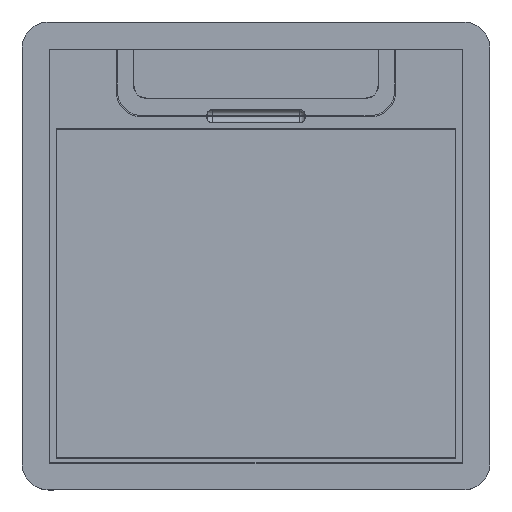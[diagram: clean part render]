
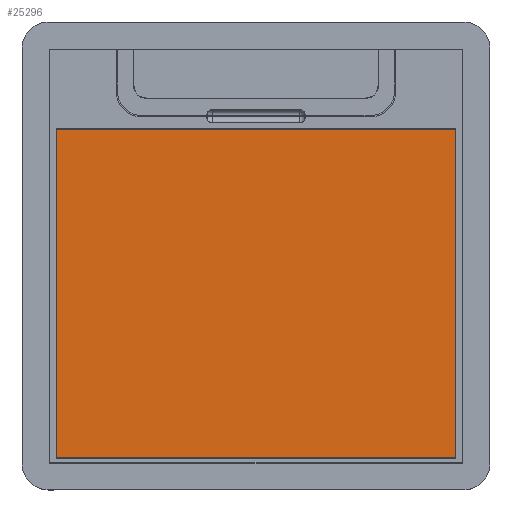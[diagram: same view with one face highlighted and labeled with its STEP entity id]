
A CAD part, top view. The second image highlights one B-rep face of the part: STEP entity #25296.
In plain terms, the highlighted planar face has unit normal (0, 0, 1).
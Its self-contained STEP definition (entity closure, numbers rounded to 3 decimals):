
#24791=CARTESIAN_POINT('Vertex',(-122.974,122.,5.1)) ;
#24794=CARTESIAN_POINT('Line Origine',(-22.77,122.,5.1)) ;
#24798=CARTESIAN_POINT('Vertex',(77.433,122.,5.1)) ;
#24854=CARTESIAN_POINT('Vertex',(77.433,-122.,5.1)) ;
#24857=CARTESIAN_POINT('Line Origine',(-22.77,-122.,5.1)) ;
#24861=CARTESIAN_POINT('Vertex',(-122.974,-122.,5.1)) ;
#24882=CARTESIAN_POINT('Line Origine',(-122.974,0.,5.1)) ;
#25280=CARTESIAN_POINT('Axis2P3D Location',(54.933,0.,5.1)) ;
#25285=CARTESIAN_POINT('Line Origine',(77.433,0.,5.1)) ;
#24795=DIRECTION('Vector Direction',(-1.,0.,0.)) ;
#24858=DIRECTION('Vector Direction',(-1.,0.,0.)) ;
#24883=DIRECTION('Vector Direction',(0.,-1.,0.)) ;
#25281=DIRECTION('Axis2P3D Direction',(0.,0.,1.)) ;
#25282=DIRECTION('Axis2P3D XDirection',(-1.,0.,0.)) ;
#25286=DIRECTION('Vector Direction',(0.,-1.,0.)) ;
#25283=AXIS2_PLACEMENT_3D('Plane Axis2P3D',#25280,#25281,#25282) ;
#25291=ORIENTED_EDGE('',*,*,#24863,.F.) ;
#25292=ORIENTED_EDGE('',*,*,#25289,.F.) ;
#25293=ORIENTED_EDGE('',*,*,#24800,.T.) ;
#25294=ORIENTED_EDGE('',*,*,#24886,.T.) ;
#24796=VECTOR('Line Direction',#24795,1.) ;
#24859=VECTOR('Line Direction',#24858,1.) ;
#24884=VECTOR('Line Direction',#24883,1.) ;
#25287=VECTOR('Line Direction',#25286,1.) ;
#25296=ADVANCED_FACE('Corps de pi\X2\00E8\X0\ce.2',(#25295),#25284,.T.) ;
#24800=EDGE_CURVE('',#24799,#24792,#24797,.T.) ;
#24863=EDGE_CURVE('',#24855,#24862,#24860,.T.) ;
#24886=EDGE_CURVE('',#24792,#24862,#24885,.T.) ;
#25289=EDGE_CURVE('',#24799,#24855,#25288,.T.) ;
#25290=EDGE_LOOP('',(#25291,#25292,#25293,#25294)) ;
#25295=FACE_OUTER_BOUND('',#25290,.T.) ;
#24797=LINE('Line',#24794,#24796) ;
#24860=LINE('Line',#24857,#24859) ;
#24885=LINE('Line',#24882,#24884) ;
#25288=LINE('Line',#25285,#25287) ;
#25284=PLANE('',#25283) ;
#24792=VERTEX_POINT('',#24791) ;
#24799=VERTEX_POINT('',#24798) ;
#24855=VERTEX_POINT('',#24854) ;
#24862=VERTEX_POINT('',#24861) ;
